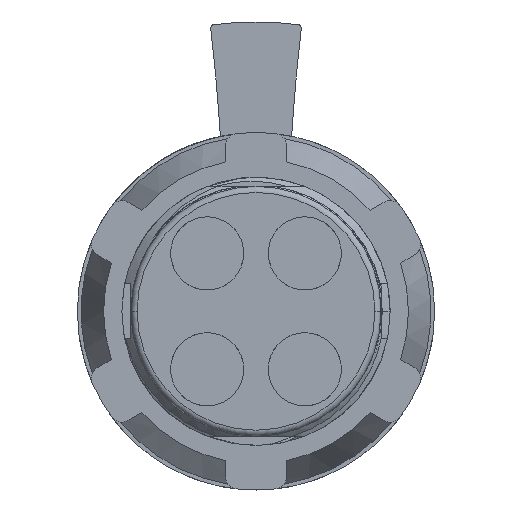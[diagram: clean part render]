
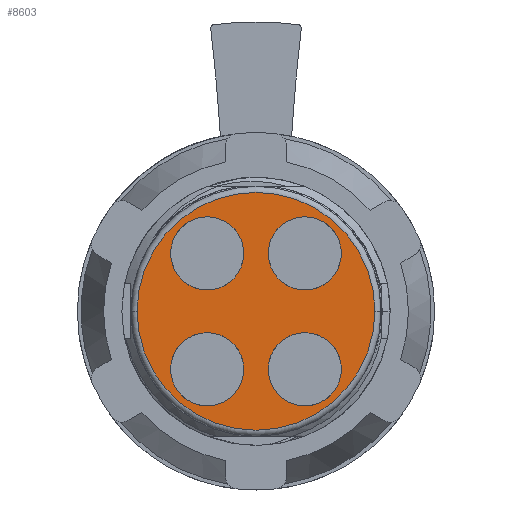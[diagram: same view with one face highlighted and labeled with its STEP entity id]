
A CAD part, front view. The second image highlights one B-rep face of the part: STEP entity #8603.
In plain terms, the highlighted planar face has unit normal (0, -1, 0).
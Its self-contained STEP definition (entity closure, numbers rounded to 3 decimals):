
#2=CARTESIAN_POINT('',(0.,-43.,0.));
#3=DIRECTION('',(0.,1.,0.));
#4=DIRECTION('',(1.,0.,0.));
#5=AXIS2_PLACEMENT_3D('',#2,#3,#4);
#7=CARTESIAN_POINT('',(0.,-43.,0.));
#8=DIRECTION('',(0.,1.,0.));
#9=DIRECTION('',(-1.,0.,0.));
#10=AXIS2_PLACEMENT_3D('',#7,#8,#9);
#12=CARTESIAN_POINT('',(4.,-43.,4.75));
#13=DIRECTION('',(0.,-1.,0.));
#14=DIRECTION('',(0.,0.,-1.));
#15=AXIS2_PLACEMENT_3D('',#12,#13,#14);
#17=CARTESIAN_POINT('',(4.,-43.,4.75));
#18=DIRECTION('',(0.,-1.,0.));
#19=DIRECTION('',(0.,0.,1.));
#20=AXIS2_PLACEMENT_3D('',#17,#18,#19);
#22=CARTESIAN_POINT('',(4.,-43.,-4.75));
#23=DIRECTION('',(0.,-1.,0.));
#24=DIRECTION('',(0.,0.,-1.));
#25=AXIS2_PLACEMENT_3D('',#22,#23,#24);
#27=CARTESIAN_POINT('',(4.,-43.,-4.75));
#28=DIRECTION('',(0.,-1.,0.));
#29=DIRECTION('',(0.,0.,1.));
#30=AXIS2_PLACEMENT_3D('',#27,#28,#29);
#32=CARTESIAN_POINT('',(-4.,-43.,4.75));
#33=DIRECTION('',(0.,-1.,0.));
#34=DIRECTION('',(0.,0.,-1.));
#35=AXIS2_PLACEMENT_3D('',#32,#33,#34);
#37=CARTESIAN_POINT('',(-4.,-43.,4.75));
#38=DIRECTION('',(0.,-1.,0.));
#39=DIRECTION('',(0.,0.,1.));
#40=AXIS2_PLACEMENT_3D('',#37,#38,#39);
#42=CARTESIAN_POINT('',(-4.,-43.,-4.75));
#43=DIRECTION('',(0.,-1.,0.));
#44=DIRECTION('',(0.,0.,-1.));
#45=AXIS2_PLACEMENT_3D('',#42,#43,#44);
#47=CARTESIAN_POINT('',(-4.,-43.,-4.75));
#48=DIRECTION('',(0.,-1.,0.));
#49=DIRECTION('',(0.,0.,1.));
#50=AXIS2_PLACEMENT_3D('',#47,#48,#49);
#7978=CARTESIAN_POINT('',(9.75,-43.,0.));
#7979=CARTESIAN_POINT('',(-9.75,-43.,0.));
#7980=VERTEX_POINT('',#7978);
#7981=VERTEX_POINT('',#7979);
#8185=CARTESIAN_POINT('',(4.,-43.,1.75));
#8186=VERTEX_POINT('',#8185);
#8187=CARTESIAN_POINT('',(4.,-43.,7.75));
#8188=VERTEX_POINT('',#8187);
#8189=CARTESIAN_POINT('',(4.,-43.,-7.75));
#8190=VERTEX_POINT('',#8189);
#8191=CARTESIAN_POINT('',(4.,-43.,-1.75));
#8192=VERTEX_POINT('',#8191);
#8193=CARTESIAN_POINT('',(-4.,-43.,1.75));
#8194=VERTEX_POINT('',#8193);
#8195=CARTESIAN_POINT('',(-4.,-43.,7.75));
#8196=VERTEX_POINT('',#8195);
#8197=CARTESIAN_POINT('',(-4.,-43.,-7.75));
#8198=VERTEX_POINT('',#8197);
#8199=CARTESIAN_POINT('',(-4.,-43.,-1.75));
#8200=VERTEX_POINT('',#8199);
#8568=CARTESIAN_POINT('',(0.,-43.,0.));
#8569=DIRECTION('',(0.,1.,0.));
#8570=DIRECTION('',(1.,0.,0.));
#8571=AXIS2_PLACEMENT_3D('',#8568,#8569,#8570);
#8572=PLANE('',#8571);
#8574=ORIENTED_EDGE('',*,*,#8573,.T.);
#8576=ORIENTED_EDGE('',*,*,#8575,.T.);
#8577=EDGE_LOOP('',(#8574,#8576));
#8578=FACE_OUTER_BOUND('',#8577,.F.);
#8580=ORIENTED_EDGE('',*,*,#8579,.T.);
#8582=ORIENTED_EDGE('',*,*,#8581,.T.);
#8583=EDGE_LOOP('',(#8580,#8582));
#8584=FACE_BOUND('',#8583,.F.);
#8586=ORIENTED_EDGE('',*,*,#8585,.T.);
#8588=ORIENTED_EDGE('',*,*,#8587,.T.);
#8589=EDGE_LOOP('',(#8586,#8588));
#8590=FACE_BOUND('',#8589,.F.);
#8592=ORIENTED_EDGE('',*,*,#8591,.T.);
#8594=ORIENTED_EDGE('',*,*,#8593,.T.);
#8595=EDGE_LOOP('',(#8592,#8594));
#8596=FACE_BOUND('',#8595,.F.);
#8598=ORIENTED_EDGE('',*,*,#8597,.T.);
#8600=ORIENTED_EDGE('',*,*,#8599,.T.);
#8601=EDGE_LOOP('',(#8598,#8600));
#8602=FACE_BOUND('',#8601,.F.);
#6=CIRCLE('',#5,9.75);
#11=CIRCLE('',#10,9.75);
#16=CIRCLE('',#15,3.);
#21=CIRCLE('',#20,3.);
#26=CIRCLE('',#25,3.);
#31=CIRCLE('',#30,3.);
#36=CIRCLE('',#35,3.);
#41=CIRCLE('',#40,3.);
#46=CIRCLE('',#45,3.);
#51=CIRCLE('',#50,3.);
#8573=EDGE_CURVE('',#7980,#7981,#6,.T.);
#8575=EDGE_CURVE('',#7981,#7980,#11,.T.);
#8579=EDGE_CURVE('',#8186,#8188,#16,.T.);
#8581=EDGE_CURVE('',#8188,#8186,#21,.T.);
#8585=EDGE_CURVE('',#8190,#8192,#26,.T.);
#8587=EDGE_CURVE('',#8192,#8190,#31,.T.);
#8591=EDGE_CURVE('',#8194,#8196,#36,.T.);
#8593=EDGE_CURVE('',#8196,#8194,#41,.T.);
#8597=EDGE_CURVE('',#8198,#8200,#46,.T.);
#8599=EDGE_CURVE('',#8200,#8198,#51,.T.);
#8603=ADVANCED_FACE('',(#8578,#8584,#8590,#8596,#8602),#8572,.F.);
